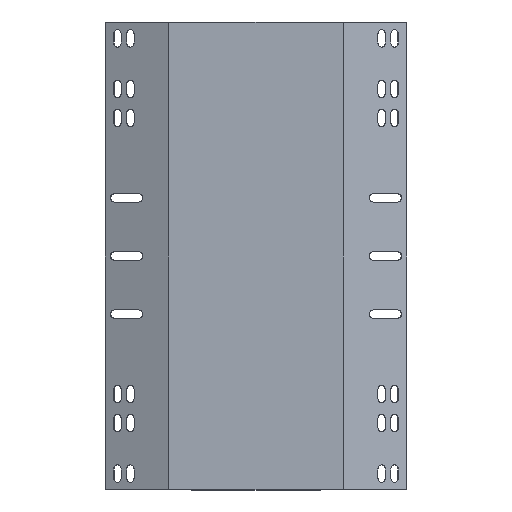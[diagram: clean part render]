
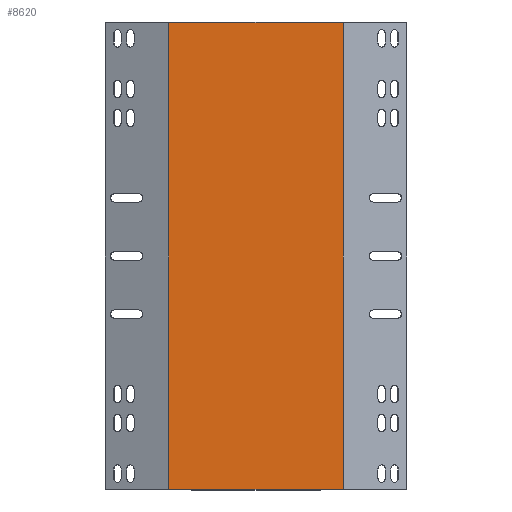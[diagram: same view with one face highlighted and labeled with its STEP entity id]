
A CAD part, front view. The second image highlights one B-rep face of the part: STEP entity #8620.
In plain terms, the highlighted planar face has unit normal (0, -1, 0).
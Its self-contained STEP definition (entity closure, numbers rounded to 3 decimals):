
#90 = CARTESIAN_POINT ( 'NONE',  ( 53.141, -23.927, -225.8 ) ) ;
#345 = FACE_OUTER_BOUND ( 'NONE', #5537, .T. ) ;
#892 = CARTESIAN_POINT ( 'NONE',  ( -97.218, -23.927, 175. ) ) ;
#1223 = DIRECTION ( 'NONE',  ( 1., 0., 0. ) ) ;
#1255 = CARTESIAN_POINT ( 'NONE',  ( -98.349, -23.927, -225.8 ) ) ;
#1534 = VERTEX_POINT ( 'NONE', #5005 ) ;
#1605 = DIRECTION ( 'NONE',  ( 0., 1., 0. ) ) ;
#2328 = EDGE_CURVE ( 'NONE', #8854, #8521, #3399, .T. ) ;
#3021 = PLANE ( 'NONE',  #8990 ) ;
#3058 = CARTESIAN_POINT ( 'NONE',  ( 53.141, -23.927, 175.8 ) ) ;
#3098 = VERTEX_POINT ( 'NONE', #3058 ) ;
#3267 = VECTOR ( 'NONE', #1223, 1000. ) ;
#3308 = VECTOR ( 'NONE', #8807, 1000. ) ;
#3399 = LINE ( 'NONE', #1255, #3267 ) ;
#3608 = ORIENTED_EDGE ( 'NONE', *, *, #7114, .T. ) ;
#3647 = LINE ( 'NONE', #8993, #3308 ) ;
#3961 = VECTOR ( 'NONE', #8967, 1000. ) ;
#4264 = ORIENTED_EDGE ( 'NONE', *, *, #2328, .T. ) ;
#4439 = CARTESIAN_POINT ( 'NONE',  ( 53.141, -23.927, -226.657 ) ) ;
#4537 = DIRECTION ( 'NONE',  ( 0., 0., 1. ) ) ;
#4750 = LINE ( 'NONE', #9073, #3961 ) ;
#5005 = CARTESIAN_POINT ( 'NONE',  ( -97.377, -23.927, 175.8 ) ) ;
#5064 = ORIENTED_EDGE ( 'NONE', *, *, #5872, .F. ) ;
#5537 = EDGE_LOOP ( 'NONE', ( #3608, #7098, #5064, #4264 ) ) ;
#5872 = EDGE_CURVE ( 'NONE', #8854, #1534, #4750, .T. ) ;
#5910 = EDGE_CURVE ( 'NONE', #1534, #3098, #3647, .T. ) ;
#7098 = ORIENTED_EDGE ( 'NONE', *, *, #5910, .F. ) ;
#7114 = EDGE_CURVE ( 'NONE', #8521, #3098, #8746, .T. ) ;
#7858 = DIRECTION ( 'NONE',  ( 0., 0., 1. ) ) ;
#8521 = VERTEX_POINT ( 'NONE', #90 ) ;
#8530 = VECTOR ( 'NONE', #4537, 1000. ) ;
#8620 = ADVANCED_FACE ( 'NONE', ( #345 ), #3021, .F. ) ;
#8746 = LINE ( 'NONE', #4439, #8530 ) ;
#8775 = CARTESIAN_POINT ( 'NONE',  ( -97.377, -23.927, -225.8 ) ) ;
#8807 = DIRECTION ( 'NONE',  ( 1., 0., 0. ) ) ;
#8854 = VERTEX_POINT ( 'NONE', #8775 ) ;
#8967 = DIRECTION ( 'NONE',  ( 0., 0., 1. ) ) ;
#8990 = AXIS2_PLACEMENT_3D ( 'NONE', #892, #1605, #7858 ) ;
#8993 = CARTESIAN_POINT ( 'NONE',  ( -98.349, -23.927, 175.8 ) ) ;
#9073 = CARTESIAN_POINT ( 'NONE',  ( -97.377, -23.927, -226.657 ) ) ;
